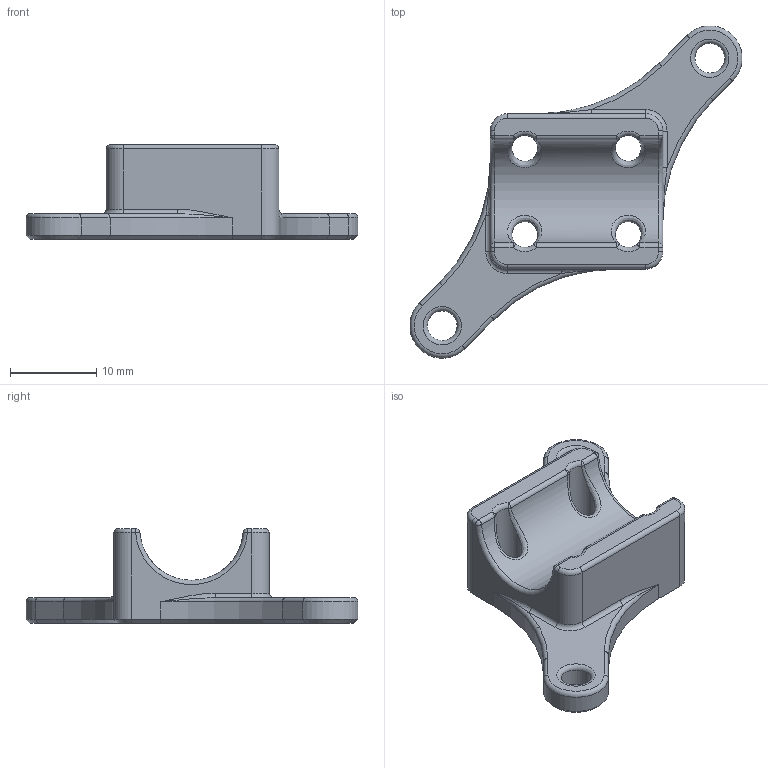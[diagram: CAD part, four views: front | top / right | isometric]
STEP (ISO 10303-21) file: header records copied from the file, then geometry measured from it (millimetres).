
FILE_DESCRIPTION(/* description */ (''),/* implementation_level */ '2;1');
FILE_NAME(/* name */ 'LGX_Lite_Umbilical_mount v1.step',/* time_stamp */ '2022-08-29T18:03:02-05:00',/* author */ (''),/* organization */ (''),/* preprocessor_version */ 'ST-DEVELOPER v19',/* originating_system */ 'Autodesk Translation Framework v11.7.0.108',/* authorisation */ '');
FILE_SCHEMA (('AUTOMOTIVE_DESIGN { 1 0 10303 214 3 1 1 }'));
Length unit declared in the file: millimetre
Products named in the file (1): LGX_Lite_Umbilical_mount
Bounding box: 38.47 x 38.47 x 11 mm (x, y, z)
Volume: 3179.9 mm3; surface area: 2285.9 mm2
Topology: 1 solids, 1 shells, 112 faces, 260 edges, 142 vertices
Faces by surface type: cylinder 37, plane 21, torus 20, cone 14, sphere 12, bspline 8
Full cylindrical faces by diameter (mm): 3 x4, 3.444 x2
Entity records: 3725 total; most frequent: CARTESIAN_POINT 1139, DIRECTION 578, ORIENTED_EDGE 512, EDGE_CURVE 256, AXIS2_PLACEMENT_3D 237, VERTEX_POINT 142, CIRCLE 132, EDGE_LOOP 120
